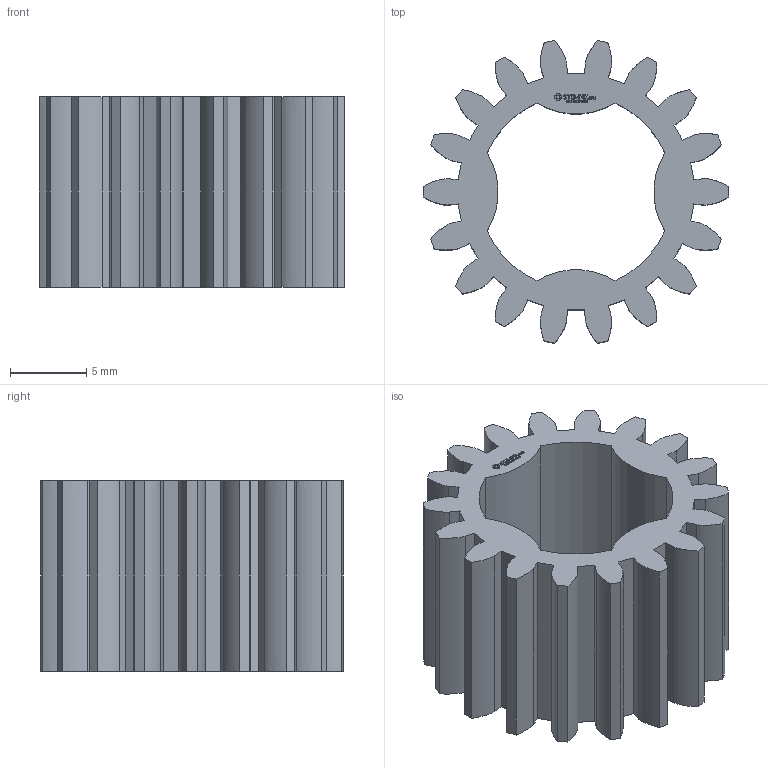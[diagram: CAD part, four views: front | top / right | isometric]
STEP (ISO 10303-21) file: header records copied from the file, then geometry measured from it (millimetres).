
FILE_DESCRIPTION(('FreeCAD Model'),'2;1');
FILE_NAME('Open CASCADE Shape Model','2024-03-09T17:38:51',(''),(''), 'Open CASCADE STEP processor 7.6','FreeCAD','Unknown');
FILE_SCHEMA(('AUTOMOTIVE_DESIGN { 1 0 10303 214 1 1 1 1 }'));
Length unit declared in the file: millimetre
Products named in the file (1): Gear Wheel PLN TTH18 BU01.00 SFT-SHD - SPN-GWH-0052 (stemfie.org)
Bounding box: 19.99 x 19.8 x 12.5 mm (x, y, z)
Volume: 1719.9 mm3; surface area: 2262 mm2
Topology: 1 solids, 1 shells, 585 faces, 1659 edges, 1106 vertices
Faces by surface type: plane 317, extrusion 260, cylinder 8
Entity records: 47880 total; most frequent: CARTESIAN_POINT 12349, DIRECTION 4865, VECTOR 4165, LINE 3905, ORIENTED_EDGE 3318, PCURVE 3318, DEFINITIONAL_REPRESENTATION 3318, EDGE_CURVE 1659
